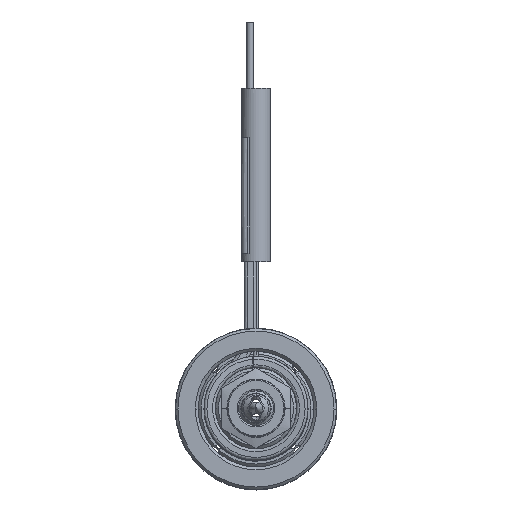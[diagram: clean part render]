
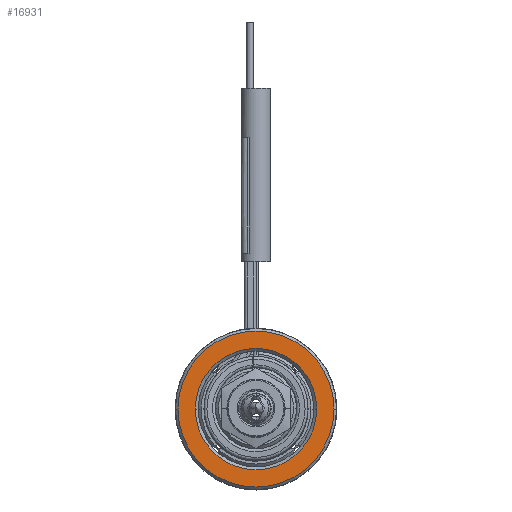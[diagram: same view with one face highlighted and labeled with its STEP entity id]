
A CAD part, top view. The second image highlights one B-rep face of the part: STEP entity #16931.
In plain terms, the highlighted planar face has unit normal (0, 0, 1).
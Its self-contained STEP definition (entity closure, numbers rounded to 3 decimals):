
#5554=CARTESIAN_POINT('',(0.,0.,22.));
#5555=DIRECTION('',(0.,0.,-1.));
#5556=DIRECTION('',(-1.,0.,0.));
#5557=AXIS2_PLACEMENT_3D('',#5554,#5555,#5556);
#5568=CARTESIAN_POINT('',(0.,0.,
22.));
#5569=DIRECTION('',(0.,0.,-1.));
#5570=DIRECTION('',(1.,0.,0.));
#5571=AXIS2_PLACEMENT_3D('',#5568,#5569,#5570);
#5582=CARTESIAN_POINT('',(0.,0.,
22.));
#5583=DIRECTION('',(0.,0.,-1.));
#5584=DIRECTION('',(1.,0.,0.));
#5585=AXIS2_PLACEMENT_3D('',#5582,#5583,#5584);
#5596=CARTESIAN_POINT('',(0.,0.,
22.));
#5597=DIRECTION('',(0.,0.,-1.));
#5598=DIRECTION('',(-1.,0.,0.));
#5599=AXIS2_PLACEMENT_3D('',#5596,#5597,#5598);
#7363=CARTESIAN_POINT('',(13.5,0.,22.));
#7364=CARTESIAN_POINT('',(-13.5,0.,22.));
#7365=VERTEX_POINT('',#7363);
#7366=VERTEX_POINT('',#7364);
#7367=CARTESIAN_POINT('',(10.5,0.,22.));
#7368=CARTESIAN_POINT('',(-10.5,0.,22.));
#7369=VERTEX_POINT('',#7367);
#7370=VERTEX_POINT('',#7368);
#16916=CARTESIAN_POINT('',(0.,0.,22.));
#16917=DIRECTION('',(0.,0.,1.));
#16918=DIRECTION('',(-1.,0.,0.));
#16919=AXIS2_PLACEMENT_3D('',#16916,#16917,#16918);
#16920=PLANE('',#16919);
#16921=ORIENTED_EDGE('',*,*,#16898,.T.);
#16922=ORIENTED_EDGE('',*,*,#16883,.T.);
#16923=EDGE_LOOP('',(#16921,#16922));
#16924=FACE_OUTER_BOUND('',#16923,.F.);
#16926=ORIENTED_EDGE('',*,*,#16925,.F.);
#16928=ORIENTED_EDGE('',*,*,#16927,.F.);
#16929=EDGE_LOOP('',(#16926,#16928));
#16930=FACE_BOUND('',#16929,.F.);
#5558=CIRCLE('',#5557,13.5);
#5572=CIRCLE('',#5571,13.5);
#5586=CIRCLE('',#5585,10.5);
#5600=CIRCLE('',#5599,10.5);
#16883=EDGE_CURVE('',#7366,#7365,#5558,.T.);
#16898=EDGE_CURVE('',#7365,#7366,#5572,.T.);
#16925=EDGE_CURVE('',#7369,#7370,#5586,.T.);
#16927=EDGE_CURVE('',#7370,#7369,#5600,.T.);
#16931=ADVANCED_FACE('',(#16924,#16930),#16920,.T.);
